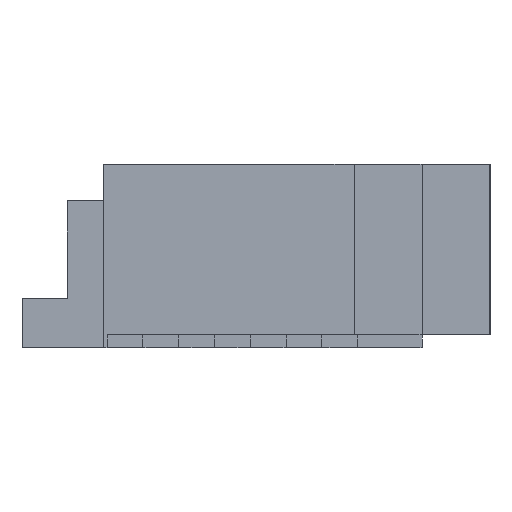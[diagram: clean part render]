
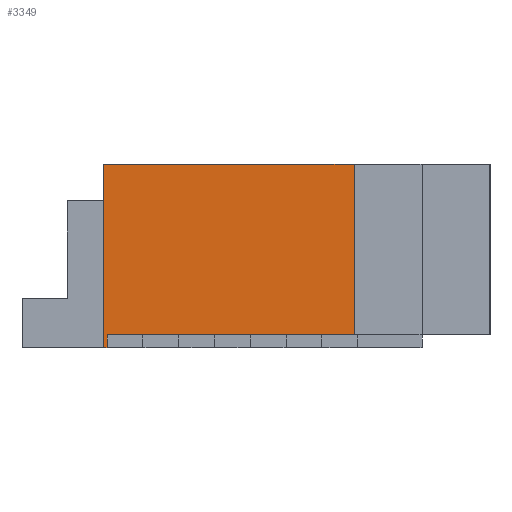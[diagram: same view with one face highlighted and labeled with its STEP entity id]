
A CAD part, left-side view. The second image highlights one B-rep face of the part: STEP entity #3349.
In plain terms, the highlighted planar face has unit normal (-1, 0, 0).
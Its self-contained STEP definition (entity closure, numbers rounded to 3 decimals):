
#676 = VERTEX_POINT('',#677);
#677 = CARTESIAN_POINT('',(-16.935,0.8,2.56));
#683 = EDGE_CURVE('',#676,#684,#686,.T.);
#684 = VERTEX_POINT('',#685);
#685 = CARTESIAN_POINT('',(-16.935,-2.7,2.56));
#686 = LINE('',#687,#688);
#687 = CARTESIAN_POINT('',(-16.935,0.8,2.56));
#688 = VECTOR('',#689,1.);
#689 = DIRECTION('',(0.,-1.,0.));
#2891 = EDGE_CURVE('',#2892,#676,#2894,.T.);
#2892 = VERTEX_POINT('',#2893);
#2893 = CARTESIAN_POINT('',(-16.935,0.8,0.));
#2894 = LINE('',#2895,#2896);
#2895 = CARTESIAN_POINT('',(-16.935,0.8,0.));
#2896 = VECTOR('',#2897,1.);
#2897 = DIRECTION('',(0.,0.,1.));
#3349 = ADVANCED_FACE('',(#3350),#3384,.F.);
#3350 = FACE_BOUND('',#3351,.F.);
#3351 = EDGE_LOOP('',(#3352,#3360,#3361,#3362,#3370,#3378));
#3352 = ORIENTED_EDGE('',*,*,#3353,.F.);
#3353 = EDGE_CURVE('',#2892,#3354,#3356,.T.);
#3354 = VERTEX_POINT('',#3355);
#3355 = CARTESIAN_POINT('',(-16.935,0.75,0.));
#3356 = LINE('',#3357,#3358);
#3357 = CARTESIAN_POINT('',(-16.935,0.8,0.));
#3358 = VECTOR('',#3359,1.);
#3359 = DIRECTION('',(0.,-1.,0.));
#3360 = ORIENTED_EDGE('',*,*,#2891,.T.);
#3361 = ORIENTED_EDGE('',*,*,#683,.T.);
#3362 = ORIENTED_EDGE('',*,*,#3363,.F.);
#3363 = EDGE_CURVE('',#3364,#684,#3366,.T.);
#3364 = VERTEX_POINT('',#3365);
#3365 = CARTESIAN_POINT('',(-16.935,-2.7,0.18));
#3366 = LINE('',#3367,#3368);
#3367 = CARTESIAN_POINT('',(-16.935,-2.7,0.));
#3368 = VECTOR('',#3369,1.);
#3369 = DIRECTION('',(0.,0.,1.));
#3370 = ORIENTED_EDGE('',*,*,#3371,.F.);
#3371 = EDGE_CURVE('',#3372,#3364,#3374,.T.);
#3372 = VERTEX_POINT('',#3373);
#3373 = CARTESIAN_POINT('',(-16.935,0.75,0.18));
#3374 = LINE('',#3375,#3376);
#3375 = CARTESIAN_POINT('',(-16.935,-0.1,0.18));
#3376 = VECTOR('',#3377,1.);
#3377 = DIRECTION('',(0.,-1.,0.));
#3378 = ORIENTED_EDGE('',*,*,#3379,.T.);
#3379 = EDGE_CURVE('',#3372,#3354,#3380,.T.);
#3380 = LINE('',#3381,#3382);
#3381 = CARTESIAN_POINT('',(-16.935,0.75,0.));
#3382 = VECTOR('',#3383,1.);
#3383 = DIRECTION('',(-0.,0.,-1.));
#3384 = PLANE('',#3385);
#3385 = AXIS2_PLACEMENT_3D('',#3386,#3387,#3388);
#3386 = CARTESIAN_POINT('',(-16.935,0.8,0.));
#3387 = DIRECTION('',(1.,0.,0.));
#3388 = DIRECTION('',(0.,-1.,0.));
